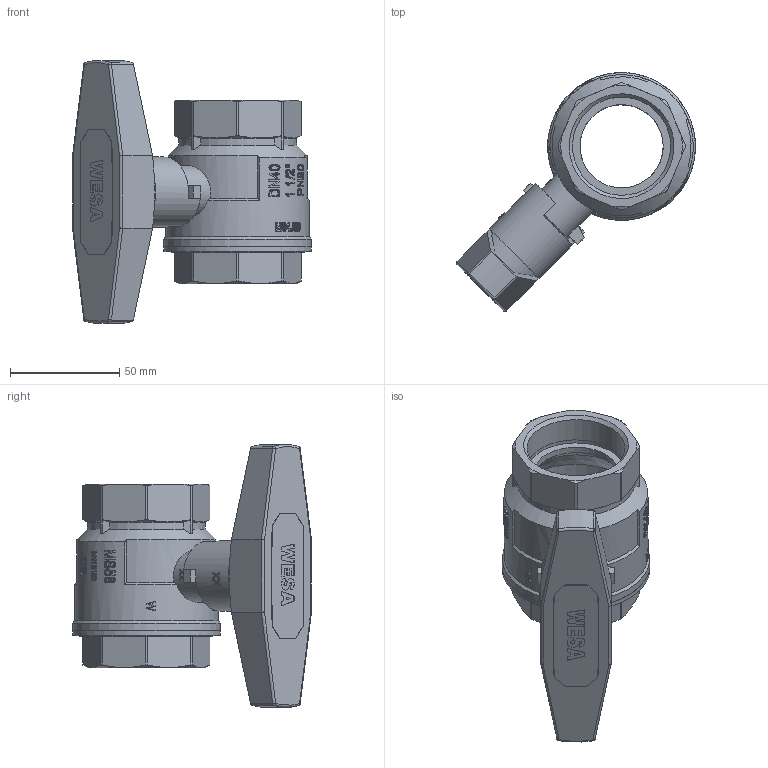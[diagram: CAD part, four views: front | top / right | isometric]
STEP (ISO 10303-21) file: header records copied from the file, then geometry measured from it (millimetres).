
FILE_DESCRIPTION(/* description */ ('Unknown'),/* implementation_level */ '2;1');
FILE_NAME(/* name */ '680-08',/* time_stamp */ '2022-03-28T09:12:35+02:00',/* author */ ('Unknown'),/* organization */ ('Unknown'),/* preprocessor_version */ 'ST-DEVELOPER v16.7',/* originating_system */ 'Solid Edge',/* authorisation */ 'Unknown');
FILE_SCHEMA (('AUTOMOTIVE_DESIGN {1 0 10303 214 3 1 1}'));
Products named in the file (11): 2.645.040; T-Griff 1 1_4-1 1_2; Schraube-m-imbus-1; T-Griff-Al-1_1_4-1_1_2-a; Abdeckkappe-3_8-1_1_2_0; 600-08; 600-07_Spindel; 600-07_Stopfbuchse; 600-08_Einschraubteil; 600-08_Körper
Assembly tree (10 placements, depth 4):
  2.645.040
    T-Griff 1 1_4-1 1_2
      Schraube-m-imbus-1
      T-Griff-Al-1_1_4-1_1_2-a
      Abdeckkappe-3_8-1_1_2_0
    600-08
      600-07_Spindel
        600-07_Spindel
        600-07_Stopfbuchse
      600-08_Einschraubteil
      600-08_Körper
Bounding box: 109.13 x 109.13 x 119.85 mm (x, y, z)
Volume: 127905.3 mm3; surface area: 72764.4 mm2
Topology: 7 solids, 7 shells, 1472 faces, 4085 edges, 2704 vertices
Faces by surface type: plane 1276, cylinder 139, cone 46, sphere 6, torus 5
Full cylindrical faces by diameter (mm): 3.4 x2, 5.4 x4, 8.5 x1, 10 x1, 14 x3, 14.1 x1, 14.5 x1, 15 x1, 16 x1, 18 x1, 18.38 x1, 18.398 x1, 20 x1, 21 x1, 24 x1, 26 x1, 32 x1, 38 x2, 44.845 x4, 44.865 x1, 48 x2, 59.5 x1, 61 x2, 61.5 x1, 65.5 x1, 67.5 x2
Entity records: 59157 total; most frequent: CARTESIAN_POINT 11479, DIRECTION 8982, ORIENTED_EDGE 8004, EDGE_CURVE 4002, AXIS2_PLACEMENT_3D 3583, VERTEX_POINT 2688, LINE 1816, VECTOR 1816
